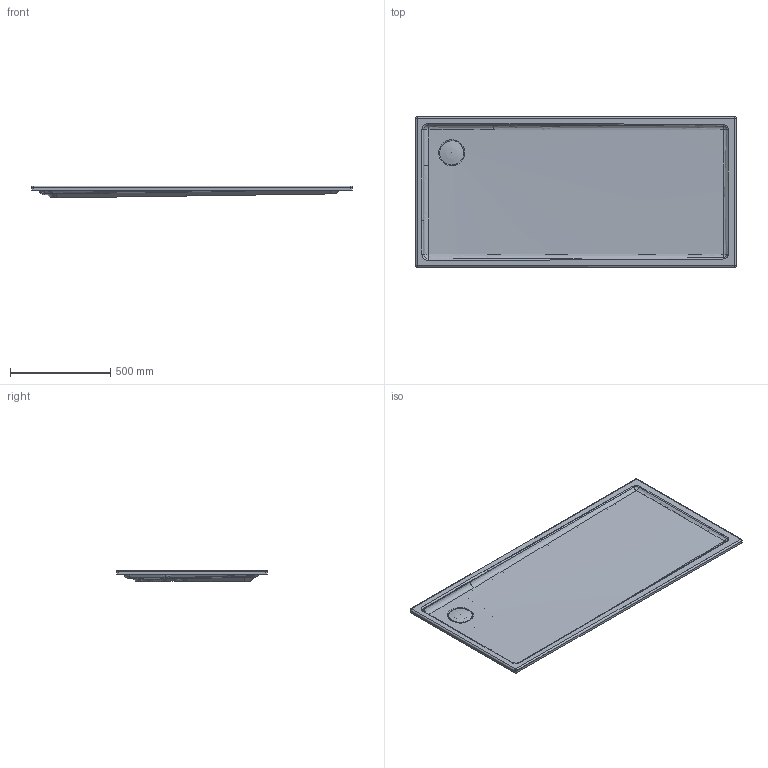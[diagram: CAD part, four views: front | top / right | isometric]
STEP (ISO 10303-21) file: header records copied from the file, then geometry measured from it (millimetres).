
FILE_DESCRIPTION((''),'2;1');
FILE_NAME('720130.stp','2013-06-27T20:28:38',('Administrator'),(''),'Autodesk Inventor 2011','Autodesk Inventor 2011','');
FILE_SCHEMA(('CONFIG_CONTROL_DESIGN'));
Length unit declared in the file: millimetre
Products named in the file (3): 720130; Stopfen_120
Assembly tree (2 placements, depth 2):
  720130
    720130
    Stopfen_120
Bounding box: 1600.27 x 750.59 x 58 mm (x, y, z)
Volume: 21109274 mm3; surface area: 2698846.8 mm2
Topology: 2 solids, 2 shells, 117 faces, 281 edges, 169 vertices
Faces by surface type: plane 31, bspline 28, cylinder 26, sphere 16, torus 9, cone 7
Full cylindrical faces by diameter (mm): 46.019 x1, 59.187 x1, 72.614 x1, 90 x1
Entity records: 8228 total; most frequent: CARTESIAN_POINT 5648, ORIENTED_EDGE 512, DIRECTION 453, EDGE_CURVE 256, AXIS2_PLACEMENT_3D 186, VERTEX_POINT 157, EDGE_LOOP 131, FACE_OUTER_BOUND 116
